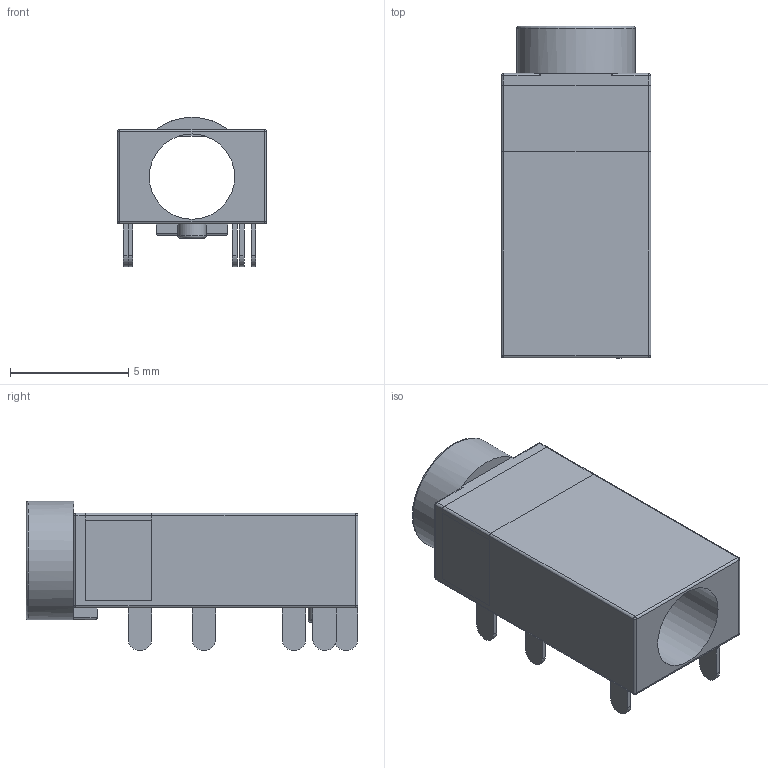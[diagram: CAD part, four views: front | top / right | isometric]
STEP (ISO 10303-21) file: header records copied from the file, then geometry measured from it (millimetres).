
FILE_DESCRIPTION(('FreeCAD Model'),'2;1');
FILE_NAME('Open CASCADE Shape Model','2021-03-24T23:11:11',( 'kicad StepUp'),('ksu MCAD'),'Open CASCADE STEP processor 7.4', 'FreeCAD','Unknown');
FILE_SCHEMA(('AUTOMOTIVE_DESIGN { 1 0 10303 214 1 1 1 1 }'));
Length unit declared in the file: millimetre
Products named in the file (1): Body_sc
Bounding box: 6.3 x 14 x 6.3 mm (x, y, z)
Volume: 203.4 mm3; surface area: 495 mm2
Topology: 1 solids, 1 shells, 106 faces, 254 edges, 149 vertices
Faces by surface type: plane 60, cylinder 36, sphere 8, torus 2
Full cylindrical faces by diameter (mm): 1.2 x1, 3.6 x1, 5 x1
Entity records: 3781 total; most frequent: CARTESIAN_POINT 554, DIRECTION 533, ORIENTED_EDGE 492, EDGE_CURVE 246, AXIS2_PLACEMENT_3D 184, LINE 165, VECTOR 165, VERTEX_POINT 149
